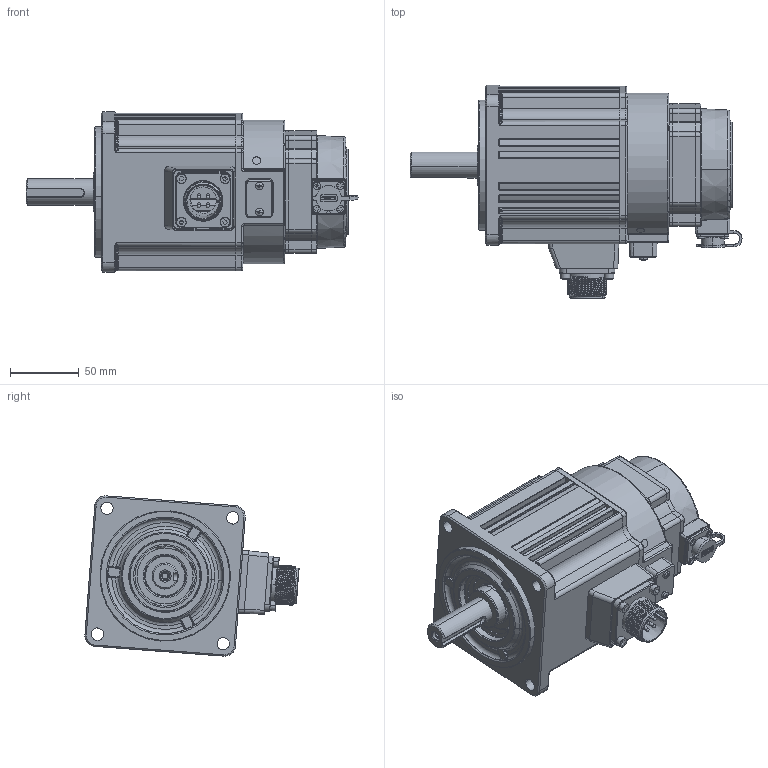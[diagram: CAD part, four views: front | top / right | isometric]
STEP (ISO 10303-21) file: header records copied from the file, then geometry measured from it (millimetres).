
FILE_DESCRIPTION (( 'STEP AP203' ), '1' );
FILE_NAME ('MS6G-110TL30BZ2-21P5.STEP', '2024-05-13T05:06:41', ( '' ), ( '' ), 'SwSTEP 2.0', 'SolidWorks 2022', '' );
FILE_SCHEMA (( 'CONFIG_CONTROL_DESIGN' ));
Length unit declared in the file: millimetre
Products named in the file (1): MS6G-110TL30BZ2-21P5
Bounding box: 241.89 x 155.98 x 116.79 mm (x, y, z)
Surface area: 128413.2 mm2 (no closed solid volume)
Topology: 0 solids, 30 shells, 1082 faces, 3620 edges, 2448 vertices
Faces by surface type: cylinder 417, plane 309, bspline 135, torus 120, cone 67, sphere 34
Entity records: 49988 total; most frequent: CARTESIAN_POINT 20663, DIRECTION 5917, ORIENTED_EDGE 5717, EDGE_CURVE 3598, VERTEX_POINT 2446, AXIS2_PLACEMENT_3D 2294, CIRCLE 1346, LINE 1329
